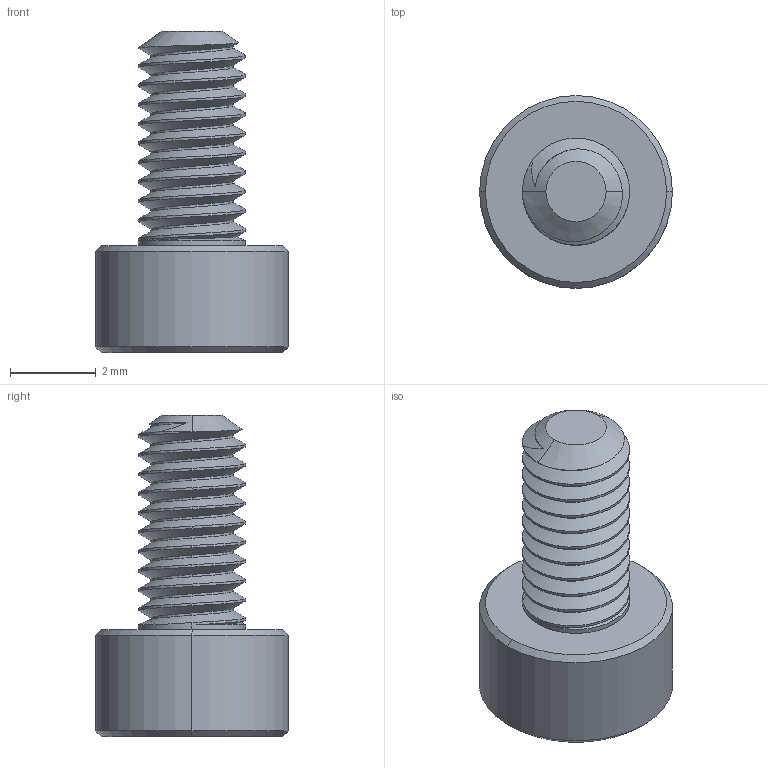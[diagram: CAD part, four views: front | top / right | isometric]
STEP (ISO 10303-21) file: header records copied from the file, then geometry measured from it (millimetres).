
FILE_DESCRIPTION (( 'STEP AP203' ), '1' );
FILE_NAME ('91290A100.step', '2014-01-16T20:28:49', ( '' ), ( '' ), 'SwSTEP 2.0', 'SolidWorks 2013', '' );
FILE_SCHEMA (( 'CONFIG_CONTROL_DESIGN' ));
Length unit declared in the file: millimetre
Products named in the file (1): 91290A100
Bounding box: 4.5 x 4.5 x 7.5 mm (x, y, z)
Volume: 53.4 mm3; surface area: 131.6 mm2
Topology: 1 solids, 1 shells, 73 faces, 190 edges, 121 vertices
Faces by surface type: cylinder 45, cone 16, plane 10, bspline 2
Entity records: 3410 total; most frequent: CARTESIAN_POINT 1808, ORIENTED_EDGE 380, DIRECTION 265, EDGE_CURVE 190, VERTEX_POINT 121, AXIS2_PLACEMENT_3D 100, EDGE_LOOP 75, ADVANCED_FACE 73
